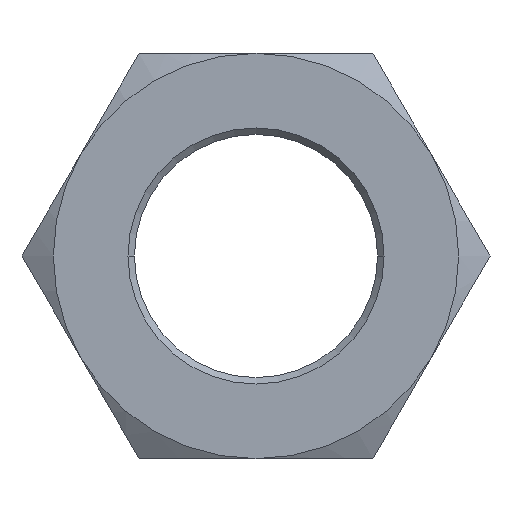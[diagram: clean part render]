
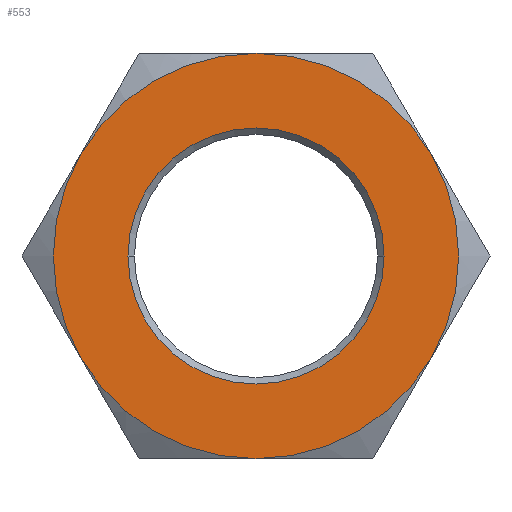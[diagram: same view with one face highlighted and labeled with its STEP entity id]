
A CAD part, front view. The second image highlights one B-rep face of the part: STEP entity #553.
In plain terms, the highlighted planar face has unit normal (0, -1, 0).
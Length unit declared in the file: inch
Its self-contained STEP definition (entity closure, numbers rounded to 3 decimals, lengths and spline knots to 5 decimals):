
#112=CARTESIAN_POINT('',(0.,0.,0.));
#113=DIRECTION('',(0.,1.,0.));
#114=DIRECTION('',(0.866,0.,-0.5));
#115=AXIS2_PLACEMENT_3D('',#112,#113,#114);
#117=CARTESIAN_POINT('',(0.,0.,0.));
#118=DIRECTION('',(0.,1.,0.));
#119=DIRECTION('',(0.,0.,-1.));
#120=AXIS2_PLACEMENT_3D('',#117,#118,#119);
#122=CARTESIAN_POINT('',(0.,0.,0.));
#123=DIRECTION('',(0.,1.,0.));
#124=DIRECTION('',(-0.866,0.,0.5));
#125=AXIS2_PLACEMENT_3D('',#122,#123,#124);
#127=CARTESIAN_POINT('',(0.,0.,0.));
#128=DIRECTION('',(0.,1.,0.));
#129=DIRECTION('',(0.,0.,1.));
#130=AXIS2_PLACEMENT_3D('',#127,#128,#129);
#132=CARTESIAN_POINT('',(0.,0.,0.));
#133=DIRECTION('',(0.,-1.,0.));
#134=DIRECTION('',(1.,0.,0.));
#135=AXIS2_PLACEMENT_3D('',#132,#133,#134);
#150=CARTESIAN_POINT('',(0.,0.,0.));
#151=DIRECTION('',(0.,-1.,0.));
#152=DIRECTION('',(-1.,0.,0.));
#153=AXIS2_PLACEMENT_3D('',#150,#151,#152);
#466=CARTESIAN_POINT('',(0.,0.,0.));
#467=DIRECTION('',(0.,-1.,0.));
#468=DIRECTION('',(0.866,0.,-0.5));
#469=AXIS2_PLACEMENT_3D('',#466,#467,#468);
#471=CARTESIAN_POINT('',(0.,0.,0.));
#472=DIRECTION('',(0.,-1.,0.));
#473=DIRECTION('',(-0.866,0.,0.5));
#474=AXIS2_PLACEMENT_3D('',#471,#472,#473);
#484=CARTESIAN_POINT('',(-0.296,0.,0.));
#485=CARTESIAN_POINT('',(0.296,0.,0.));
#486=VERTEX_POINT('',#484);
#487=VERTEX_POINT('',#485);
#492=CARTESIAN_POINT('',(0.40573,0.,-0.23425));
#493=CARTESIAN_POINT('',(0.,0.,-0.4685));
#494=VERTEX_POINT('',#492);
#495=VERTEX_POINT('',#493);
#496=CARTESIAN_POINT('',(-0.40573,0.,-0.23425));
#497=VERTEX_POINT('',#496);
#498=CARTESIAN_POINT('',(-0.40573,0.,0.23425));
#499=CARTESIAN_POINT('',(0.,0.,0.4685));
#500=VERTEX_POINT('',#498);
#501=VERTEX_POINT('',#499);
#502=CARTESIAN_POINT('',(0.40573,0.,0.23425));
#503=VERTEX_POINT('',#502);
#528=CARTESIAN_POINT('',(0.,0.,0.));
#529=DIRECTION('',(0.,1.,0.));
#530=DIRECTION('',(1.,0.,0.));
#531=AXIS2_PLACEMENT_3D('',#528,#529,#530);
#532=PLANE('',#531);
#534=ORIENTED_EDGE('',*,*,#533,.F.);
#536=ORIENTED_EDGE('',*,*,#535,.T.);
#538=ORIENTED_EDGE('',*,*,#537,.T.);
#540=ORIENTED_EDGE('',*,*,#539,.F.);
#542=ORIENTED_EDGE('',*,*,#541,.T.);
#544=ORIENTED_EDGE('',*,*,#543,.T.);
#545=EDGE_LOOP('',(#534,#536,#538,#540,#542,#544));
#546=FACE_OUTER_BOUND('',#545,.F.);
#548=ORIENTED_EDGE('',*,*,#547,.T.);
#550=ORIENTED_EDGE('',*,*,#549,.T.);
#551=EDGE_LOOP('',(#548,#550));
#552=FACE_BOUND('',#551,.F.);
#553=ADVANCED_FACE('',(#546,#552),#532,.F.);
#116=CIRCLE('',#115,0.4685);
#121=CIRCLE('',#120,0.4685);
#126=CIRCLE('',#125,0.4685);
#131=CIRCLE('',#130,0.4685);
#136=CIRCLE('',#135,0.296);
#154=CIRCLE('',#153,0.296);
#470=CIRCLE('',#469,0.4685);
#475=CIRCLE('',#474,0.4685);
#533=EDGE_CURVE('',#494,#503,#470,.T.);
#535=EDGE_CURVE('',#494,#495,#116,.T.);
#537=EDGE_CURVE('',#495,#497,#121,.T.);
#539=EDGE_CURVE('',#500,#497,#475,.T.);
#541=EDGE_CURVE('',#500,#501,#126,.T.);
#543=EDGE_CURVE('',#501,#503,#131,.T.);
#547=EDGE_CURVE('',#487,#486,#136,.T.);
#549=EDGE_CURVE('',#486,#487,#154,.T.);
